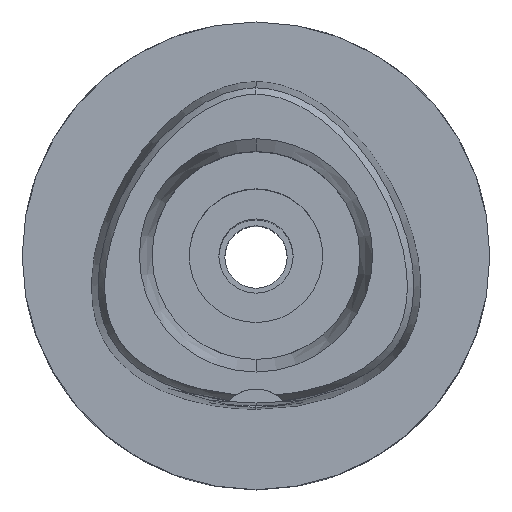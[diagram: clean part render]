
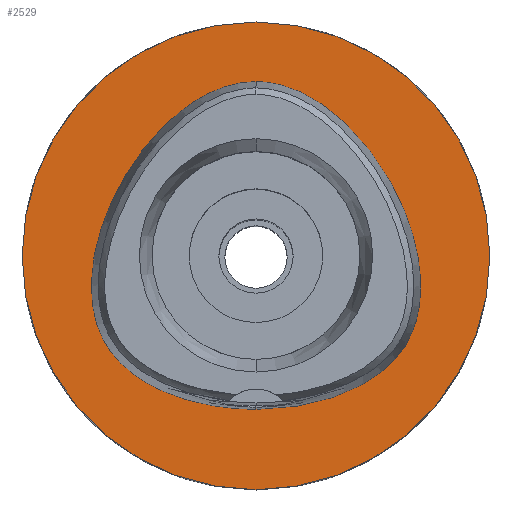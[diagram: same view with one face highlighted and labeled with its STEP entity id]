
A CAD part, top view. The second image highlights one B-rep face of the part: STEP entity #2529.
In plain terms, the highlighted planar face has unit normal (0, 0, 1).
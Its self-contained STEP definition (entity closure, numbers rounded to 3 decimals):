
#22 = CARTESIAN_POINT ( 'NONE',  ( 14.673, -17.214, 0. ) ) ;
#49 = CARTESIAN_POINT ( 'NONE',  ( 2.114, -20.675, 0. ) ) ;
#106 = CARTESIAN_POINT ( 'NONE',  ( 2.565, 23.293, 0. ) ) ;
#132 = ORIENTED_EDGE ( 'NONE', *, *, #2978, .F. ) ;
#236 = CIRCLE ( 'NONE', #5101, 31.5 ) ;
#330 = DIRECTION ( 'NONE',  ( 0., -1., 0. ) ) ;
#377 = CARTESIAN_POINT ( 'NONE',  ( -7.571, 21.315, 0. ) ) ;
#638 = ORIENTED_EDGE ( 'NONE', *, *, #4669, .F. ) ;
#751 = CARTESIAN_POINT ( 'NONE',  ( -20.749, 4.657, 0. ) ) ;
#811 = CARTESIAN_POINT ( 'NONE',  ( -20.932, -10.604, 0. ) ) ;
#877 = CARTESIAN_POINT ( 'NONE',  ( 20.749, 4.657, 0. ) ) ;
#959 = CARTESIAN_POINT ( 'NONE',  ( 5.098, 22.526, 0. ) ) ;
#986 = AXIS2_PLACEMENT_3D ( 'NONE', #1093, #5368, #5037 ) ;
#987 = CARTESIAN_POINT ( 'NONE',  ( 0., 0., 0. ) ) ;
#1093 = CARTESIAN_POINT ( 'NONE',  ( 0., 0., 0. ) ) ;
#1291 = CARTESIAN_POINT ( 'NONE',  ( 0., -20.675, 0. ) ) ;
#1319 = CARTESIAN_POINT ( 'NONE',  ( 10.746, 19.174, 0. ) ) ;
#1376 = CARTESIAN_POINT ( 'NONE',  ( 16.959, -15.678, 0. ) ) ;
#1434 = ORIENTED_EDGE ( 'NONE', *, *, #5155, .F. ) ;
#1449 = CARTESIAN_POINT ( 'NONE',  ( 0., 23.475, 0. ) ) ;
#1562 = EDGE_CURVE ( 'NONE', #5047, #5294, #5455, .T. ) ;
#1564 = FACE_OUTER_BOUND ( 'NONE', #2728, .T. ) ;
#1614 = CARTESIAN_POINT ( 'NONE',  ( 0., -20.675, 0. ) ) ;
#1665 = CARTESIAN_POINT ( 'NONE',  ( -14.408, 15.641, 0. ) ) ;
#1786 = CARTESIAN_POINT ( 'NONE',  ( 18.068, 10.432, 0. ) ) ;
#1840 = CARTESIAN_POINT ( 'NONE',  ( 6.341, -20.298, 0. ) ) ;
#2006 = EDGE_LOOP ( 'NONE', ( #1434, #4179 ) ) ;
#2110 = CARTESIAN_POINT ( 'NONE',  ( -22.245, -4.1, 0. ) ) ;
#2142 = CARTESIAN_POINT ( 'NONE',  ( -2.114, -20.675, 0. ) ) ;
#2213 = CARTESIAN_POINT ( 'NONE',  ( 19.649, -12.825, 0. ) ) ;
#2461 = CARTESIAN_POINT ( 'NONE',  ( -21.978, -0.281, 0. ) ) ;
#2491 = CARTESIAN_POINT ( 'NONE',  ( -14.673, -17.214, 0. ) ) ;
#2529 = ADVANCED_FACE ( 'NONE', ( #1564, #5482 ), #4079, .F. ) ;
#2590 = CARTESIAN_POINT ( 'NONE',  ( 0.855, 23.475, 0. ) ) ;
#2618 = CARTESIAN_POINT ( 'NONE',  ( 21.978, -0.281, 0. ) ) ;
#2728 = EDGE_LOOP ( 'NONE', ( #638, #132 ) ) ;
#2907 = CARTESIAN_POINT ( 'NONE',  ( -22.057, -6.848, 0. ) ) ;
#2934 = CARTESIAN_POINT ( 'NONE',  ( 0., -31.5, 0. ) ) ;
#2978 = EDGE_CURVE ( 'NONE', #3875, #5395, #236, .T. ) ;
#2990 = CARTESIAN_POINT ( 'NONE',  ( -2.565, 23.293, 0. ) ) ;
#3003 = CARTESIAN_POINT ( 'NONE',  ( 21.555, -8.996, 0. ) ) ;
#3095 = CARTESIAN_POINT ( 'NONE',  ( 18.568, -14.169, 0. ) ) ;
#3148 = DIRECTION ( 'NONE',  ( 0., 0., -1. ) ) ;
#3172 = DIRECTION ( 'NONE',  ( 0., -1., 0. ) ) ;
#3361 = CARTESIAN_POINT ( 'NONE',  ( -16.959, -15.678, 0. ) ) ;
#3571 = AXIS2_PLACEMENT_3D ( 'NONE', #3690, #5400, #330 ) ;
#3690 = CARTESIAN_POINT ( 'NONE',  ( 0., 0., 0. ) ) ;
#3825 = CARTESIAN_POINT ( 'NONE',  ( 0., -20.675, 0. ) ) ;
#3843 = CARTESIAN_POINT ( 'NONE',  ( -18.568, -14.169, 0. ) ) ;
#3875 = VERTEX_POINT ( 'NONE', #2934 ) ;
#3884 = CARTESIAN_POINT ( 'NONE',  ( 20.35, -11.749, 0. ) ) ;
#3905 = CARTESIAN_POINT ( 'NONE',  ( 7.571, 21.315, 0. ) ) ;
#4079 = PLANE ( 'NONE',  #3571 ) ;
#4179 = ORIENTED_EDGE ( 'NONE', *, *, #1562, .F. ) ;
#4184 = CARTESIAN_POINT ( 'NONE',  ( -11.233, -18.893, 0. ) ) ;
#4244 = CARTESIAN_POINT ( 'NONE',  ( -5.098, 22.526, 0. ) ) ;
#4317 = CARTESIAN_POINT ( 'NONE',  ( 0., 23.475, 0. ) ) ;
#4577 = CIRCLE ( 'NONE', #986, 31.5 ) ;
#4608 = CARTESIAN_POINT ( 'NONE',  ( -10.746, 19.174, 0. ) ) ;
#4650 = CARTESIAN_POINT ( 'NONE',  ( 0., 23.475, 0. ) ) ;
#4669 = EDGE_CURVE ( 'NONE', #5395, #3875, #4577, .T. ) ;
#4710 = CARTESIAN_POINT ( 'NONE',  ( -19.649, -12.825, 0. ) ) ;
#4727 = CARTESIAN_POINT ( 'NONE',  ( 11.233, -18.893, 0. ) ) ;
#4813 = CARTESIAN_POINT ( 'NONE',  ( 22.245, -4.1, 0. ) ) ;
#4844 = CARTESIAN_POINT ( 'NONE',  ( 20.932, -10.604, 0. ) ) ;
#4881 = B_SPLINE_CURVE_WITH_KNOTS ( 'NONE', 3,
 ( #1449, #5475, #2990, #4244, #377, #4608, #1665, #5445, #751, #2461, #2110, #2907, #5524, #811, #5135, #4710, #3843, #3361, #2491, #4184, #5107, #2142, #1614 ),
 .UNSPECIFIED., .F., .F.,
 ( 4, 1, 1, 1, 1, 1, 1, 1, 1, 1, 1, 1, 1, 1, 1, 1, 1, 1, 1, 1, 4 ),
 ( 0., 0.042, 0.083, 0.125, 0.167, 0.25, 0.333, 0.417, 0.5, 0.542, 0.583, 0.625, 0.646, 0.667, 0.688, 0.708, 0.75, 0.792, 0.833, 0.917, 1. ),
 .UNSPECIFIED. ) ;
#4968 = CARTESIAN_POINT ( 'NONE',  ( 0., 31.5, 0. ) ) ;
#5037 = DIRECTION ( 'NONE',  ( 0., 1., 0. ) ) ;
#5047 = VERTEX_POINT ( 'NONE', #3825 ) ;
#5101 = AXIS2_PLACEMENT_3D ( 'NONE', #987, #3148, #3172 ) ;
#5107 = CARTESIAN_POINT ( 'NONE',  ( -6.341, -20.298, 0. ) ) ;
#5135 = CARTESIAN_POINT ( 'NONE',  ( -20.35, -11.749, 0. ) ) ;
#5155 = EDGE_CURVE ( 'NONE', #5294, #5047, #4881, .T. ) ;
#5214 = CARTESIAN_POINT ( 'NONE',  ( 22.057, -6.848, 0. ) ) ;
#5238 = CARTESIAN_POINT ( 'NONE',  ( 14.408, 15.641, 0. ) ) ;
#5294 = VERTEX_POINT ( 'NONE', #4650 ) ;
#5368 = DIRECTION ( 'NONE',  ( 0., 0., -1. ) ) ;
#5395 = VERTEX_POINT ( 'NONE', #4968 ) ;
#5400 = DIRECTION ( 'NONE',  ( 0., 0., -1. ) ) ;
#5445 = CARTESIAN_POINT ( 'NONE',  ( -18.068, 10.432, 0. ) ) ;
#5455 = B_SPLINE_CURVE_WITH_KNOTS ( 'NONE', 3,
 ( #1291, #49, #1840, #4727, #22, #1376, #3095, #2213, #3884, #4844, #3003, #5214, #4813, #2618, #877, #1786, #5238, #1319, #3905, #959, #106, #2590, #4317 ),
 .UNSPECIFIED., .F., .F.,
 ( 4, 1, 1, 1, 1, 1, 1, 1, 1, 1, 1, 1, 1, 1, 1, 1, 1, 1, 1, 1, 4 ),
 ( 0., 0.083, 0.167, 0.208, 0.25, 0.292, 0.312, 0.333, 0.354, 0.375, 0.417, 0.458, 0.5, 0.583, 0.667, 0.75, 0.833, 0.875, 0.917, 0.958, 1. ),
 .UNSPECIFIED. ) ;
#5475 = CARTESIAN_POINT ( 'NONE',  ( -0.855, 23.475, 0. ) ) ;
#5482 = FACE_BOUND ( 'NONE', #2006, .T. ) ;
#5524 = CARTESIAN_POINT ( 'NONE',  ( -21.555, -8.996, 0. ) ) ;
